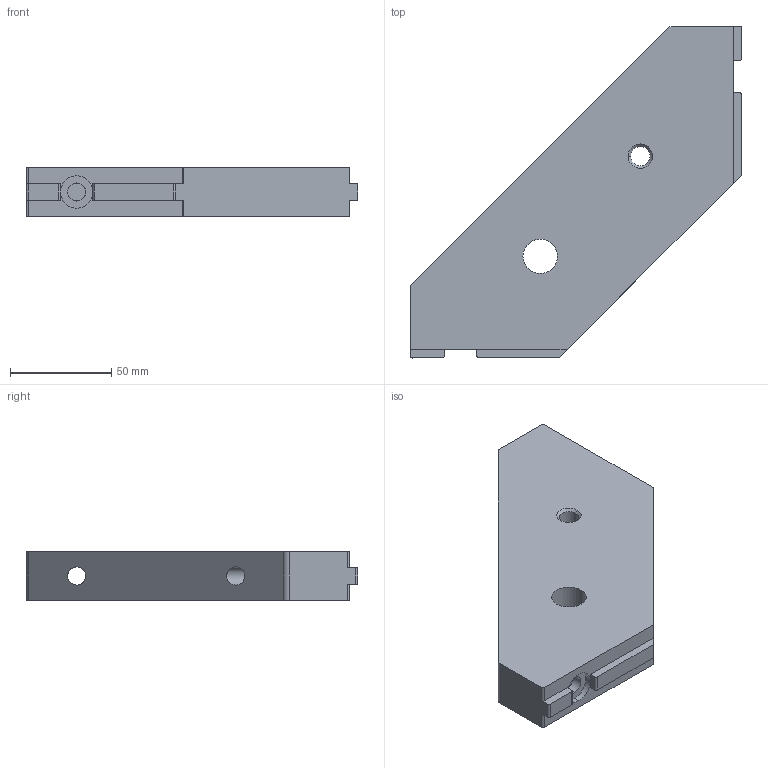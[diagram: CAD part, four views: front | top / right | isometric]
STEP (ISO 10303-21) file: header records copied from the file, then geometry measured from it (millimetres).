
FILE_DESCRIPTION (( 'STEP AP203' ), '1' );
FILE_NAME ('282350200_c_1.STEP', '2022-09-30T01:53:28', ( '' ), ( '' ), 'SwSTEP 2.0', 'SolidWorks 2014', '' );
FILE_SCHEMA (( 'CONFIG_CONTROL_DESIGN' ));
Length unit declared in the file: millimetre
Products named in the file (1): 282350200_c_1
Bounding box: 164 x 164 x 24 mm (x, y, z)
Volume: 324327.4 mm3; surface area: 45611.3 mm2
Topology: 1 solids, 1 shells, 64 faces, 186 edges, 124 vertices
Faces by surface type: cylinder 30, plane 30, cone 4
Entity records: 2233 total; most frequent: CARTESIAN_POINT 399, DIRECTION 372, ORIENTED_EDGE 372, EDGE_CURVE 186, AXIS2_PLACEMENT_3D 129, VERTEX_POINT 124, LINE 114, VECTOR 114
